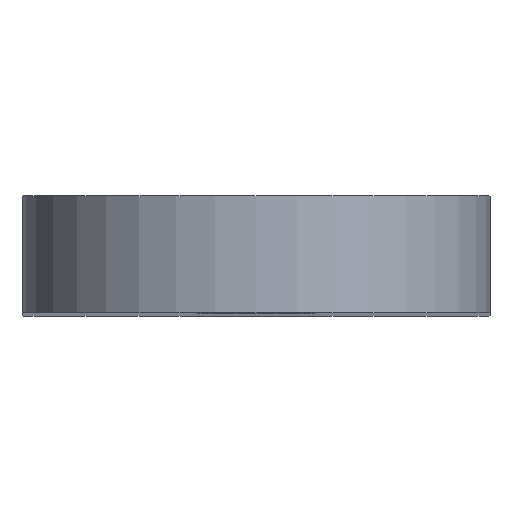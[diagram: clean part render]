
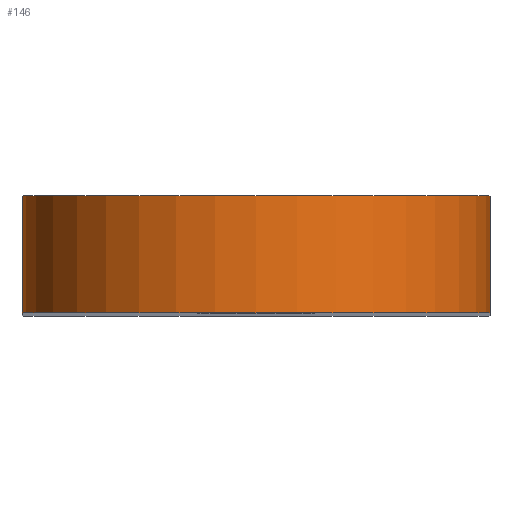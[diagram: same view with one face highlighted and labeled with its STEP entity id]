
A CAD part, top view. The second image highlights one B-rep face of the part: STEP entity #146.
In plain terms, the highlighted cylindrical face has radius 6 mm (diameter 12 mm), a partial arc.
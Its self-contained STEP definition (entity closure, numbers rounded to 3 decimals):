
#28=FACE_OUTER_BOUND('',#36,.T.);
#36=EDGE_LOOP('',(#121,#122,#123,#124));
#46=LINE('',#241,#56);
#52=LINE('',#256,#62);
#56=VECTOR('',#198,10.);
#62=VECTOR('',#212,10.);
#69=CIRCLE('',#175,6.);
#70=CIRCLE('',#176,6.);
#75=VERTEX_POINT('',#237);
#77=VERTEX_POINT('',#240);
#81=VERTEX_POINT('',#252);
#82=VERTEX_POINT('',#254);
#90=EDGE_CURVE('',#75,#77,#46,.T.);
#98=EDGE_CURVE('',#81,#82,#52,.T.);
#99=EDGE_CURVE('',#75,#81,#69,.T.);
#100=EDGE_CURVE('',#77,#82,#70,.T.);
#121=ORIENTED_EDGE('',*,*,#99,.T.);
#122=ORIENTED_EDGE('',*,*,#98,.T.);
#123=ORIENTED_EDGE('',*,*,#100,.F.);
#124=ORIENTED_EDGE('',*,*,#90,.F.);
#140=CYLINDRICAL_SURFACE('',#174,6.);
#146=ADVANCED_FACE('',(#28),#140,.T.);
#174=AXIS2_PLACEMENT_3D('',#257,#213,#214);
#175=AXIS2_PLACEMENT_3D('',#258,#215,#216);
#176=AXIS2_PLACEMENT_3D('',#259,#217,#218);
#198=DIRECTION('',(0.,1.,0.));
#212=DIRECTION('',(0.,1.,0.));
#213=DIRECTION('center_axis',(0.,1.,0.));
#214=DIRECTION('ref_axis',(-1.,0.,0.));
#215=DIRECTION('center_axis',(0.,1.,0.));
#216=DIRECTION('ref_axis',(-1.,0.,0.));
#217=DIRECTION('center_axis',(0.,1.,0.));
#218=DIRECTION('ref_axis',(-1.,0.,0.));
#237=CARTESIAN_POINT('',(0.,0.,-6.));
#240=CARTESIAN_POINT('',(0.,3.,-6.));
#241=CARTESIAN_POINT('',(0.,0.,-6.));
#252=CARTESIAN_POINT('',(12.,0.,-6.));
#254=CARTESIAN_POINT('',(12.,3.,-6.));
#256=CARTESIAN_POINT('',(12.,0.,-6.));
#257=CARTESIAN_POINT('Origin',(6.,0.,-6.));
#258=CARTESIAN_POINT('Origin',(6.,0.,-6.));
#259=CARTESIAN_POINT('Origin',(6.,3.,-6.));
